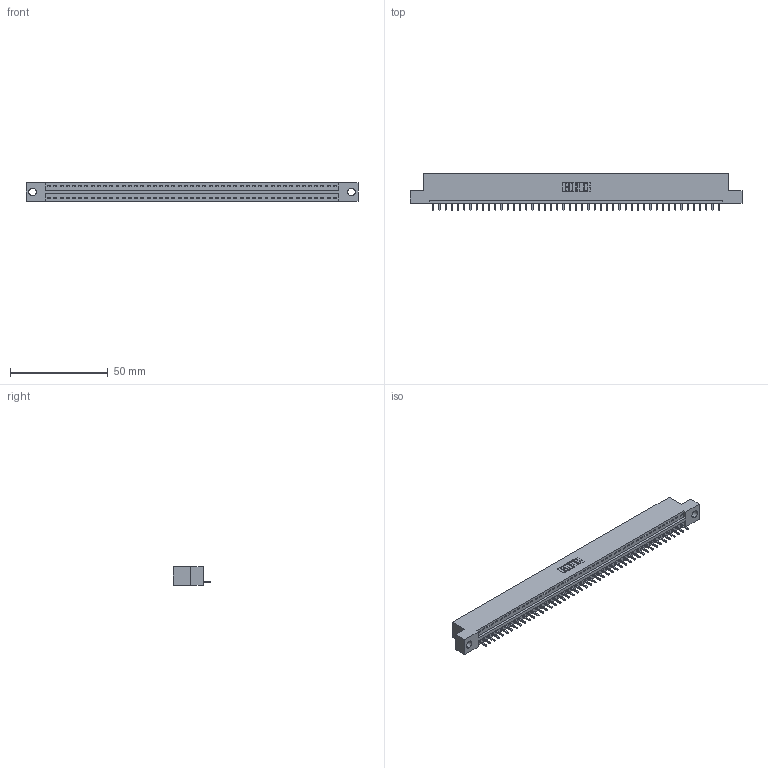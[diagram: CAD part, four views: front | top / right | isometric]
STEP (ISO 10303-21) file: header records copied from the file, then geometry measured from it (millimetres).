
FILE_DESCRIPTION (( 'STEP AP203' ), '1' );
FILE_NAME ('346-047-521-104.STEP', '2022-05-09T21:21:50', ( '' ), ( '' ), 'SwSTEP 2.0', 'SolidWorks 2020', '' );
FILE_SCHEMA (( 'CONFIG_CONTROL_DESIGN' ));
Length unit declared in the file: inch
Products named in the file (3): 345-292-001_345-293-121; 346-047-521-104; 346 Part_Flush Mounting Lugs - 0.156 Dia-TH
Assembly tree (48 placements, depth 2):
  346-047-521-104
    346 Part_Flush Mounting Lugs - 0.156 Dia-TH
    345-292-001_345-293-121  x47
Bounding box: 169.8 x 19.05 x 9.4 mm (x, y, z)
Volume: 16048.3 mm3; surface area: 19417.6 mm2
Topology: 48 solids, 48 shells, 2862 faces, 8637 edges, 5694 vertices
Faces by surface type: plane 1970, cylinder 892
Entity records: 28933 total; most frequent: CARTESIAN_POINT 4967, ORIENTED_EDGE 4946, DIRECTION 4375, EDGE_CURVE 2473, VECTOR 2153, LINE 2153, VERTEX_POINT 1646, AXIS2_PLACEMENT_3D 1111
